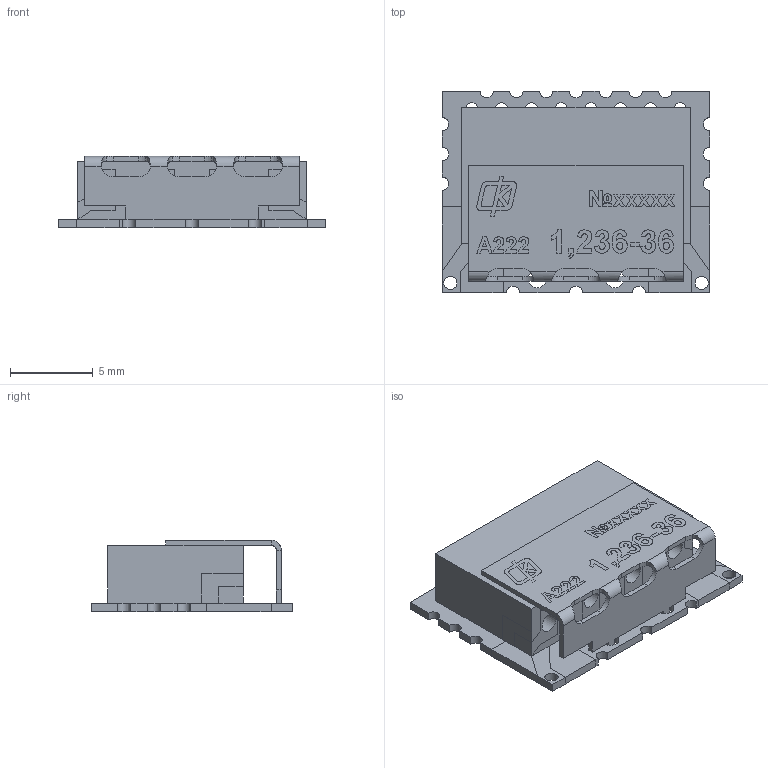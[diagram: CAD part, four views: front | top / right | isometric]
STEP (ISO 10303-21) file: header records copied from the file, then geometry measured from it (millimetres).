
FILE_DESCRIPTION(('STEP AP203'), '1');
FILE_NAME('ÍØÁÀ.434834.055_Ôèëüòð ÔÊÏ2-255-1,236-36', '', ('UNSPECIFIED'), ('UNSPECIFIED'), 'ASCON STEP Converter 1.6', 'ASCON Math Kernel', '');
FILE_SCHEMA(('CONFIG_CONTROL_DESIGN'));
Length unit declared in the file: millimetre
Products named in the file (1): НШБА.434834.055_Фильтр ФКП2-255-1,236-36
Bounding box: 16.2 x 12.2 x 4.31 mm (x, y, z)
Volume: 481.2 mm3; surface area: 1184.5 mm2
Topology: 3 solids, 3 shells, 518 faces, 1419 edges, 932 vertices
Faces by surface type: plane 321, bspline 106, cylinder 91
Full cylindrical faces by diameter (mm): 0.8 x42, 1.1 x2, 1.2 x4
Entity records: 31437 total; most frequent: CARTESIAN_POINT 14853, ORIENTED_EDGE 2742, DIRECTION 2063, EDGE_CURVE 1371, VERTEX_POINT 932, LINE 897, VECTOR 897, EDGE_LOOP 693
